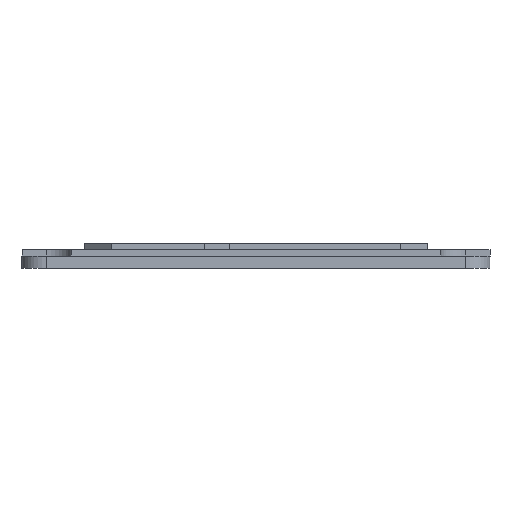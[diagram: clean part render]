
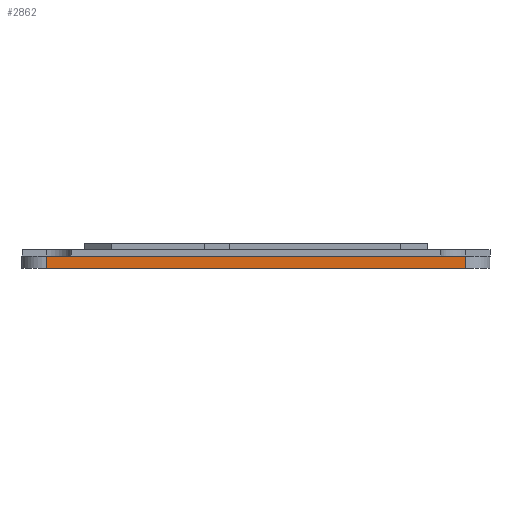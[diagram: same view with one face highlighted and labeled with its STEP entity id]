
A CAD part, left-side view. The second image highlights one B-rep face of the part: STEP entity #2862.
In plain terms, the highlighted face is planar.
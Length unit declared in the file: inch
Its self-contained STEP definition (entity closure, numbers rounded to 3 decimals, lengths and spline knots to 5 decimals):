
#178=FACE_OUTER_BOUND('',#340,.T.);
#340=EDGE_LOOP('',(#2075,#2076,#2077,#2078));
#549=LINE('',#4122,#909);
#584=LINE('',#4205,#944);
#585=LINE('',#4208,#945);
#586=LINE('',#4209,#946);
#909=VECTOR('',#3359,39.37008);
#944=VECTOR('',#3420,39.37008);
#945=VECTOR('',#3423,39.37008);
#946=VECTOR('',#3424,39.37008);
#1272=VERTEX_POINT('',#4119);
#1273=VERTEX_POINT('',#4121);
#1308=VERTEX_POINT('',#4203);
#1309=VERTEX_POINT('',#4207);
#1568=EDGE_CURVE('',#1273,#1272,#549,.T.);
#1611=EDGE_CURVE('',#1272,#1308,#584,.T.);
#1612=EDGE_CURVE('',#1309,#1308,#585,.T.);
#1613=EDGE_CURVE('',#1273,#1309,#586,.T.);
#2075=ORIENTED_EDGE('',*,*,#1612,.F.);
#2076=ORIENTED_EDGE('',*,*,#1613,.F.);
#2077=ORIENTED_EDGE('',*,*,#1568,.T.);
#2078=ORIENTED_EDGE('',*,*,#1611,.T.);
#2724=PLANE('',#3060);
#2862=ADVANCED_FACE('',(#178),#2724,.T.);
#3060=AXIS2_PLACEMENT_3D('',#4206,#3421,#3422);
#3359=DIRECTION('',(0.,1.,0.));
#3420=DIRECTION('',(0.,0.,1.));
#3421=DIRECTION('center_axis',(1.,0.,0.));
#3422=DIRECTION('ref_axis',(0.,1.,0.));
#3423=DIRECTION('',(0.,1.,0.));
#3424=DIRECTION('',(0.,0.,1.));
#4119=CARTESIAN_POINT('',(6.5,-0.25,-0.125));
#4121=CARTESIAN_POINT('',(6.5,-4.5,-0.125));
#4122=CARTESIAN_POINT('',(6.5,-4.5,-0.125));
#4203=CARTESIAN_POINT('',(6.5,-0.25,0.));
#4205=CARTESIAN_POINT('',(6.5,-0.25,-0.125));
#4206=CARTESIAN_POINT('Origin',(6.5,-4.5,-0.125));
#4207=CARTESIAN_POINT('',(6.5,-4.5,0.));
#4208=CARTESIAN_POINT('',(6.5,-4.5,0.));
#4209=CARTESIAN_POINT('',(6.5,-4.5,-0.125));
